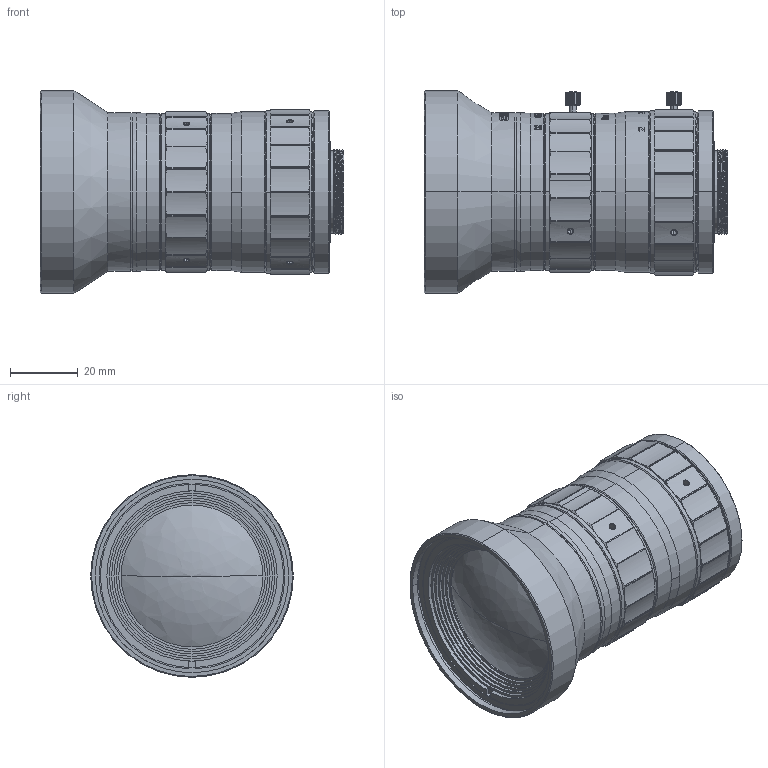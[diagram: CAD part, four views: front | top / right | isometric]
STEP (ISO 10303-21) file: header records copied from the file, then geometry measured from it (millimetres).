
FILE_DESCRIPTION (( 'STEP AP203' ), '1' );
FILE_NAME ('600017.STEP', '2021-08-06T07:58:21', ( '' ), ( '' ), 'SwSTEP 2.0', 'SolidWorks 2020', '' );
FILE_SCHEMA (( 'CONFIG_CONTROL_DESIGN' ));
Length unit declared in the file: millimetre
Products named in the file (1): 600017
Bounding box: 89.89 x 60 x 60 mm (x, y, z)
Surface area: 45382.9 mm2 (no closed solid volume)
Topology: 0 solids, 15 shells, 2121 faces, 6023 edges, 4042 vertices
Faces by surface type: plane 1027, bspline 538, cylinder 426, cone 130
Entity records: 86057 total; most frequent: CARTESIAN_POINT 39499, ORIENTED_EDGE 11988, DIRECTION 6104, EDGE_CURVE 6016, VERTEX_POINT 4041, B_SPLINE_CURVE_WITH_KNOTS 3654, AXIS2_PLACEMENT_3D 2374, EDGE_LOOP 2275
